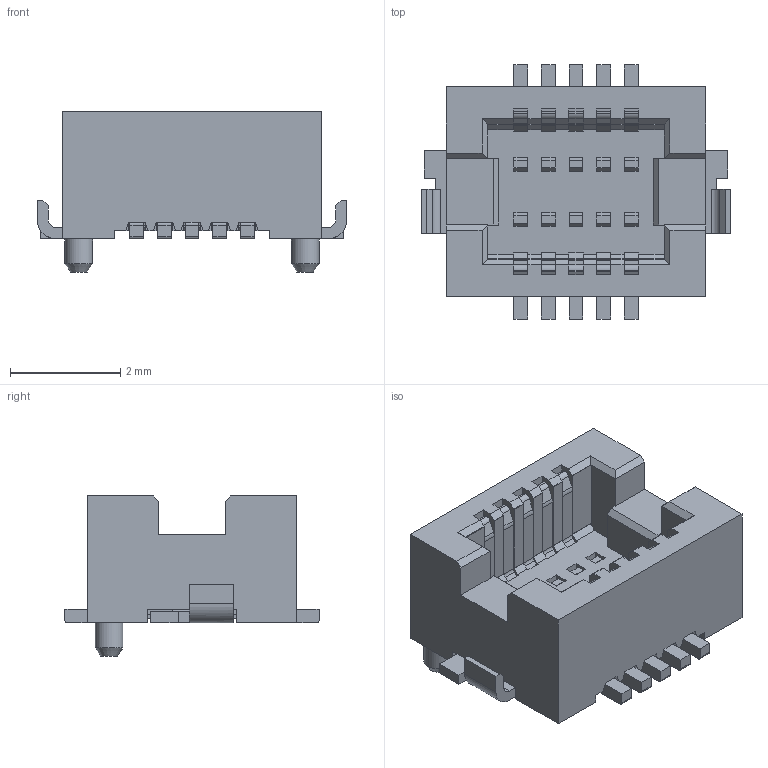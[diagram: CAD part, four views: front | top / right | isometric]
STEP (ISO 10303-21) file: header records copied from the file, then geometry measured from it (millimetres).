
FILE_DESCRIPTION(/* description */ (''),/* implementation_level */ '2;1');
FILE_NAME(/* name */ 'DF12(3.0)-10DP-0.5V.step',/* time_stamp */ '2018-12-28T15:51:46+10:00',/* author */ (''),/* organization */ (''),/* preprocessor_version */ 'ST-DEVELOPER v17.2',/* originating_system */ 'Autodesk Translation Framework v7.6.0.251',/* authorisation */ '');
FILE_SCHEMA (('AUTOMOTIVE_DESIGN { 1 0 10303 214 3 1 1 }'));
Length unit declared in the file: millimetre
Products named in the file (1): (Unsaved)
Bounding box: 5.6 x 4.6 x 2.9 mm (x, y, z)
Volume: 27.1 mm3; surface area: 128.4 mm2
Topology: 1 solids, 1 shells, 654 faces, 1810 edges, 1172 vertices
Faces by surface type: plane 572, cylinder 80, cone 2
Full cylindrical faces by diameter (mm): 0.5 x2
Entity records: 20757 total; most frequent: CARTESIAN_POINT 3637, ORIENTED_EDGE 3620, DIRECTION 3290, EDGE_CURVE 1810, LINE 1640, VECTOR 1640, VERTEX_POINT 1172, AXIS2_PLACEMENT_3D 825
